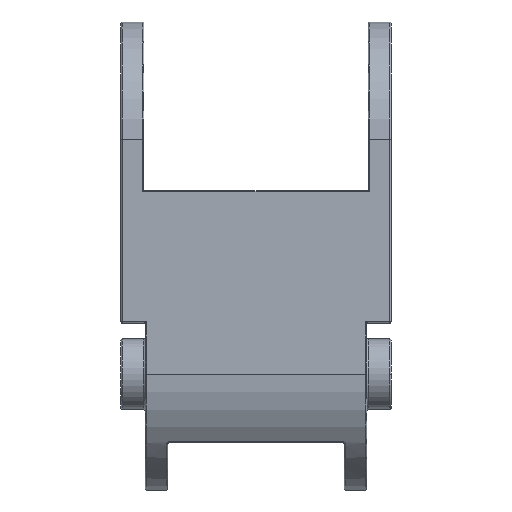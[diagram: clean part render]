
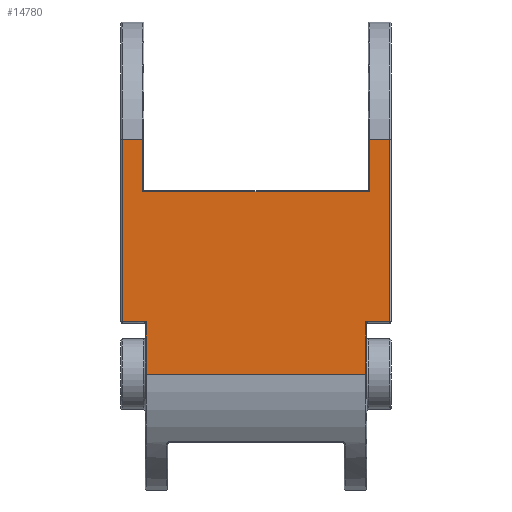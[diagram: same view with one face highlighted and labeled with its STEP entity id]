
A CAD part, front view. The second image highlights one B-rep face of the part: STEP entity #14780.
In plain terms, the highlighted planar face has unit normal (0, -1, 0).
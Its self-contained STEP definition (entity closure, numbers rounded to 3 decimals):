
#117 = DIRECTION ( 'NONE',  ( 1., 0., 0. ) ) ;
#477 = CARTESIAN_POINT ( 'NONE',  ( -11.5, 0., 20. ) ) ;
#746 = EDGE_CURVE ( 'NONE', #8483, #20993, #8296, .T. ) ;
#1014 = VECTOR ( 'NONE', #10236, 1000. ) ;
#1165 = CARTESIAN_POINT ( 'NONE',  ( -9.45, 0., -5.546 ) ) ;
#1296 = CARTESIAN_POINT ( 'NONE',  ( -9.35, 0., -10. ) ) ;
#1310 = ORIENTED_EDGE ( 'NONE', *, *, #14564, .T. ) ;
#1587 = VERTEX_POINT ( 'NONE', #9365 ) ;
#1825 = LINE ( 'NONE', #13547, #9771 ) ;
#1987 = CARTESIAN_POINT ( 'NONE',  ( -11.5, 0., 10. ) ) ;
#2251 = EDGE_CURVE ( 'NONE', #8831, #1587, #4707, .T. ) ;
#2323 = VERTEX_POINT ( 'NONE', #9425 ) ;
#2589 = CARTESIAN_POINT ( 'NONE',  ( 9.65, 0., 10. ) ) ;
#2917 = VECTOR ( 'NONE', #117, 1000. ) ;
#3111 = EDGE_LOOP ( 'NONE', ( #12622, #7810, #16062, #6454, #5577, #1310, #19449, #7528, #21569, #12351, #14637, #17164 ) ) ;
#3662 = VERTEX_POINT ( 'NONE', #4406 ) ;
#4245 = VECTOR ( 'NONE', #6200, 1000. ) ;
#4348 = CARTESIAN_POINT ( 'NONE',  ( 11.4, 0., 20. ) ) ;
#4406 = CARTESIAN_POINT ( 'NONE',  ( 9.35, 0., -5.546 ) ) ;
#4707 = LINE ( 'NONE', #1987, #14332 ) ;
#5001 = VERTEX_POINT ( 'NONE', #6583 ) ;
#5577 = ORIENTED_EDGE ( 'NONE', *, *, #746, .T. ) ;
#5845 = LINE ( 'NONE', #8390, #1014 ) ;
#5938 = PLANE ( 'NONE',  #23281 ) ;
#6150 = VECTOR ( 'NONE', #7356, 1000. ) ;
#6200 = DIRECTION ( 'NONE',  ( 0., 0., -1. ) ) ;
#6454 = ORIENTED_EDGE ( 'NONE', *, *, #10498, .T. ) ;
#6583 = CARTESIAN_POINT ( 'NONE',  ( 9.35, 0., -10. ) ) ;
#6828 = CARTESIAN_POINT ( 'NONE',  ( -9.65, 0., 5.546 ) ) ;
#7012 = VECTOR ( 'NONE', #19625, 1000. ) ;
#7189 = CARTESIAN_POINT ( 'NONE',  ( -9.65, 0., 10. ) ) ;
#7356 = DIRECTION ( 'NONE',  ( 0., 0., 1. ) ) ;
#7490 = VECTOR ( 'NONE', #15648, 1000. ) ;
#7528 = ORIENTED_EDGE ( 'NONE', *, *, #16546, .T. ) ;
#7748 = DIRECTION ( 'NONE',  ( 0., 1., 0. ) ) ;
#7786 = VERTEX_POINT ( 'NONE', #6828 ) ;
#7810 = ORIENTED_EDGE ( 'NONE', *, *, #10221, .T. ) ;
#8263 = LINE ( 'NONE', #4348, #12497 ) ;
#8296 = LINE ( 'NONE', #1165, #2917 ) ;
#8320 = EDGE_CURVE ( 'NONE', #22193, #5001, #12312, .T. ) ;
#8332 = VECTOR ( 'NONE', #21229, 1000. ) ;
#8390 = CARTESIAN_POINT ( 'NONE',  ( -11.5, 0., 10. ) ) ;
#8472 = CARTESIAN_POINT ( 'NONE',  ( -11.5, 0., -10. ) ) ;
#8483 = VERTEX_POINT ( 'NONE', #18187 ) ;
#8831 = VERTEX_POINT ( 'NONE', #2589 ) ;
#8905 = LINE ( 'NONE', #12196, #8332 ) ;
#9365 = CARTESIAN_POINT ( 'NONE',  ( 11.4, 0., 10. ) ) ;
#9425 = CARTESIAN_POINT ( 'NONE',  ( 11.4, 0., -5.546 ) ) ;
#9771 = VECTOR ( 'NONE', #15352, 1000. ) ;
#10145 = EDGE_CURVE ( 'NONE', #8831, #10709, #1825, .T. ) ;
#10221 = EDGE_CURVE ( 'NONE', #7786, #10367, #8905, .T. ) ;
#10236 = DIRECTION ( 'NONE',  ( 1., 0., 0. ) ) ;
#10367 = VERTEX_POINT ( 'NONE', #7189 ) ;
#10498 = EDGE_CURVE ( 'NONE', #19779, #8483, #18790, .T. ) ;
#10709 = VERTEX_POINT ( 'NONE', #21209 ) ;
#10981 = EDGE_CURVE ( 'NONE', #3662, #2323, #17642, .T. ) ;
#11239 = CARTESIAN_POINT ( 'NONE',  ( -11.4, 0., 20. ) ) ;
#11289 = EDGE_CURVE ( 'NONE', #2323, #1587, #8263, .T. ) ;
#11803 = DIRECTION ( 'NONE',  ( 1., 0., 0. ) ) ;
#12196 = CARTESIAN_POINT ( 'NONE',  ( -9.65, 0., 10. ) ) ;
#12312 = LINE ( 'NONE', #8472, #7490 ) ;
#12351 = ORIENTED_EDGE ( 'NONE', *, *, #11289, .T. ) ;
#12497 = VECTOR ( 'NONE', #16990, 1000. ) ;
#12622 = ORIENTED_EDGE ( 'NONE', *, *, #15770, .T. ) ;
#13283 = LINE ( 'NONE', #17027, #4245 ) ;
#13405 = VECTOR ( 'NONE', #16598, 1000. ) ;
#13547 = CARTESIAN_POINT ( 'NONE',  ( 9.65, 0., 20. ) ) ;
#14169 = CARTESIAN_POINT ( 'NONE',  ( -11.5, 0., 5.546 ) ) ;
#14332 = VECTOR ( 'NONE', #16375, 1000. ) ;
#14564 = EDGE_CURVE ( 'NONE', #20993, #22193, #13283, .T. ) ;
#14637 = ORIENTED_EDGE ( 'NONE', *, *, #2251, .F. ) ;
#14780 = ADVANCED_FACE ( 'NONE', ( #22092 ), #5938, .F. ) ;
#15352 = DIRECTION ( 'NONE',  ( 0., 0., -1. ) ) ;
#15648 = DIRECTION ( 'NONE',  ( 1., 0., 0. ) ) ;
#15770 = EDGE_CURVE ( 'NONE', #10709, #7786, #16053, .T. ) ;
#16053 = LINE ( 'NONE', #14169, #7012 ) ;
#16062 = ORIENTED_EDGE ( 'NONE', *, *, #20664, .F. ) ;
#16329 = LINE ( 'NONE', #18447, #6150 ) ;
#16375 = DIRECTION ( 'NONE',  ( 1., 0., 0. ) ) ;
#16546 = EDGE_CURVE ( 'NONE', #5001, #3662, #16329, .T. ) ;
#16598 = DIRECTION ( 'NONE',  ( 0., 0., -1. ) ) ;
#16990 = DIRECTION ( 'NONE',  ( 0., 0., 1. ) ) ;
#17027 = CARTESIAN_POINT ( 'NONE',  ( -9.35, 0., -10. ) ) ;
#17164 = ORIENTED_EDGE ( 'NONE', *, *, #10145, .T. ) ;
#17312 = CARTESIAN_POINT ( 'NONE',  ( -9.35, 0., -5.546 ) ) ;
#17642 = LINE ( 'NONE', #22504, #21912 ) ;
#18187 = CARTESIAN_POINT ( 'NONE',  ( -11.4, 0., -5.546 ) ) ;
#18447 = CARTESIAN_POINT ( 'NONE',  ( 9.35, 0., -5.787 ) ) ;
#18790 = LINE ( 'NONE', #11239, #13405 ) ;
#19449 = ORIENTED_EDGE ( 'NONE', *, *, #8320, .T. ) ;
#19625 = DIRECTION ( 'NONE',  ( -1., 0., 0. ) ) ;
#19779 = VERTEX_POINT ( 'NONE', #21424 ) ;
#20406 = DIRECTION ( 'NONE',  ( 0., 0., 1. ) ) ;
#20664 = EDGE_CURVE ( 'NONE', #19779, #10367, #5845, .T. ) ;
#20993 = VERTEX_POINT ( 'NONE', #17312 ) ;
#21209 = CARTESIAN_POINT ( 'NONE',  ( 9.65, 0., 5.546 ) ) ;
#21229 = DIRECTION ( 'NONE',  ( 0., 0., 1. ) ) ;
#21424 = CARTESIAN_POINT ( 'NONE',  ( -11.4, 0., 10. ) ) ;
#21569 = ORIENTED_EDGE ( 'NONE', *, *, #10981, .T. ) ;
#21912 = VECTOR ( 'NONE', #11803, 1000. ) ;
#22092 = FACE_OUTER_BOUND ( 'NONE', #3111, .T. ) ;
#22193 = VERTEX_POINT ( 'NONE', #1296 ) ;
#22504 = CARTESIAN_POINT ( 'NONE',  ( -11.5, 0., -5.546 ) ) ;
#23281 = AXIS2_PLACEMENT_3D ( 'NONE', #477, #7748, #20406 ) ;
